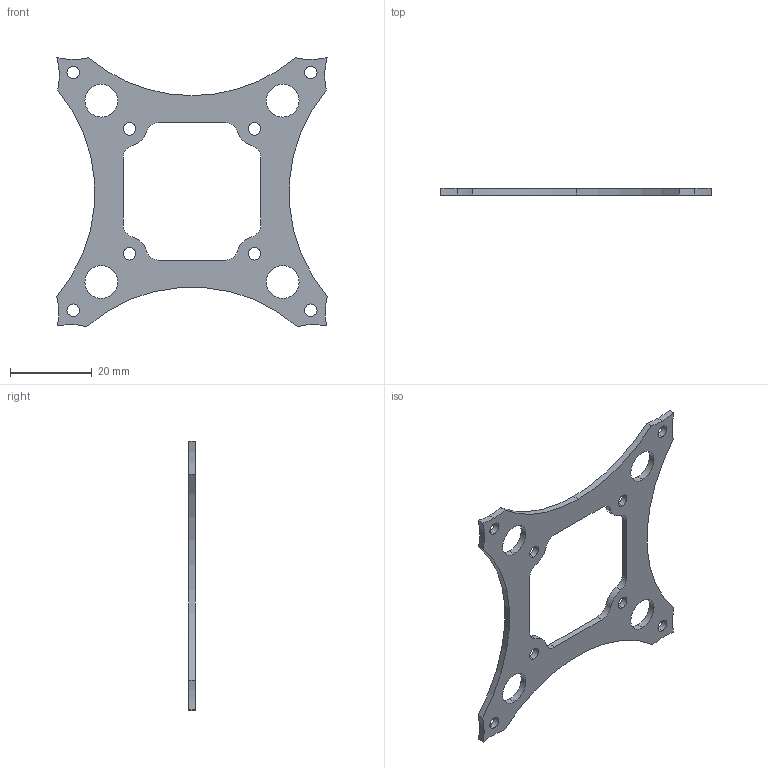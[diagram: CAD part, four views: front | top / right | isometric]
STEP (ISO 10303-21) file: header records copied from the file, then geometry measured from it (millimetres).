
FILE_DESCRIPTION (( 'STEP AP214' ), '1' );
FILE_NAME ('x quad top plate.STEP', '2014-06-10T00:15:04', ( '' ), ( '' ), 'SwSTEP 2.0', 'SolidWorks 2011', '' );
FILE_SCHEMA (( 'AUTOMOTIVE_DESIGN' ));
Length unit declared in the file: millimetre
Products named in the file (1): x quad top plate
Bounding box: 66 x 1.6 x 65.68 mm (x, y, z)
Volume: 2794.4 mm3; surface area: 4414.2 mm2
Topology: 1 solids, 1 shells, 57 faces, 165 edges, 110 vertices
Faces by surface type: cylinder 51, plane 6
Entity records: 2027 total; most frequent: DIRECTION 383, CARTESIAN_POINT 333, ORIENTED_EDGE 330, EDGE_CURVE 165, AXIS2_PLACEMENT_3D 160, VERTEX_POINT 110, CIRCLE 102, EDGE_LOOP 83
